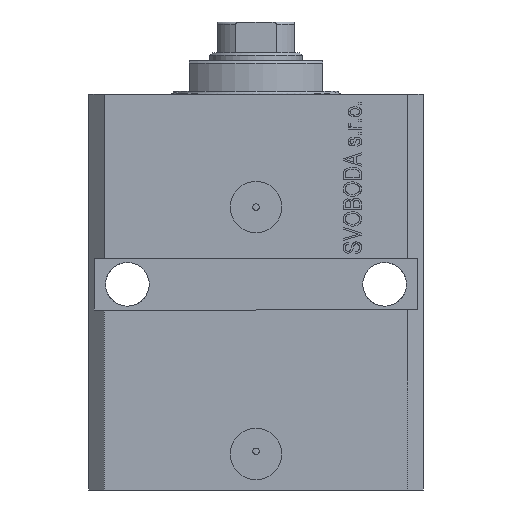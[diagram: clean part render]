
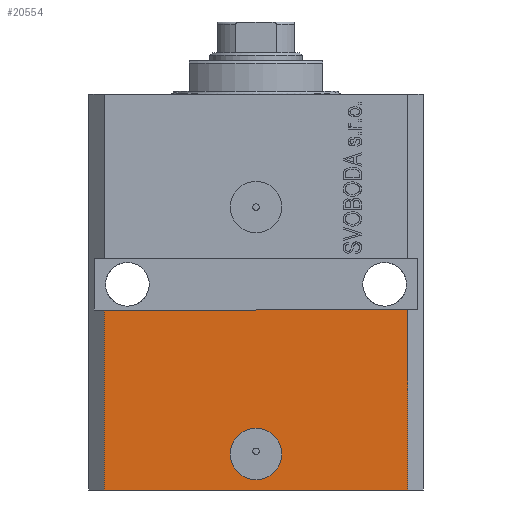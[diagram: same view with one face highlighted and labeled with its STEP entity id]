
A CAD part, front view. The second image highlights one B-rep face of the part: STEP entity #20554.
In plain terms, the highlighted planar face has unit normal (0, -1, 0).
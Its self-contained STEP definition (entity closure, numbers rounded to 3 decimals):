
#51 = DIRECTION ( 'NONE',  ( 0., 0., 1. ) ) ;
#177 = DIRECTION ( 'NONE',  ( 0., -1., 0. ) ) ;
#527 = VERTEX_POINT ( 'NONE', #41226 ) ;
#1232 = CIRCLE ( 'NONE', #26376, 5. ) ;
#1348 = VERTEX_POINT ( 'NONE', #15763 ) ;
#1804 = ORIENTED_EDGE ( 'NONE', *, *, #27118, .T. ) ;
#2069 = EDGE_CURVE ( 'NONE', #527, #1348, #1232, .T. ) ;
#2210 = VECTOR ( 'NONE', #51, 1000. ) ;
#2504 = DIRECTION ( 'NONE',  ( 1., 0., 0. ) ) ;
#3541 = FACE_BOUND ( 'NONE', #43252, .T. ) ;
#4350 = CARTESIAN_POINT ( 'NONE',  ( -29.5, -22.5, -77. ) ) ;
#4434 = VECTOR ( 'NONE', #39016, 1000. ) ;
#4471 = VECTOR ( 'NONE', #2504, 1000. ) ;
#4693 = EDGE_CURVE ( 'NONE', #1348, #527, #19194, .T. ) ;
#5333 = ORIENTED_EDGE ( 'NONE', *, *, #30384, .T. ) ;
#5389 = ORIENTED_EDGE ( 'NONE', *, *, #4693, .F. ) ;
#5836 = CARTESIAN_POINT ( 'NONE',  ( -29.5, -22.5, -42. ) ) ;
#7224 = LINE ( 'NONE', #28128, #2210 ) ;
#8180 = DIRECTION ( 'NONE',  ( 0., -1., 0. ) ) ;
#8542 = VERTEX_POINT ( 'NONE', #4350 ) ;
#9966 = EDGE_LOOP ( 'NONE', ( #29681, #18739, #1804, #5333 ) ) ;
#10131 = LINE ( 'NONE', #23611, #11459 ) ;
#11459 = VECTOR ( 'NONE', #20471, 1000. ) ;
#12302 = CARTESIAN_POINT ( 'NONE',  ( -29.5, -22.5, -77. ) ) ;
#12580 = CARTESIAN_POINT ( 'NONE',  ( 29.5, -22.5, -77. ) ) ;
#12770 = VERTEX_POINT ( 'NONE', #5836 ) ;
#14506 = VERTEX_POINT ( 'NONE', #26965 ) ;
#15763 = CARTESIAN_POINT ( 'NONE',  ( -5., -22.5, -70. ) ) ;
#17043 = AXIS2_PLACEMENT_3D ( 'NONE', #38951, #8180, #35576 ) ;
#17263 = PLANE ( 'NONE',  #30954 ) ;
#17432 = CARTESIAN_POINT ( 'NONE',  ( 0., -22.5, -70. ) ) ;
#18739 = ORIENTED_EDGE ( 'NONE', *, *, #22470, .F. ) ;
#19194 = CIRCLE ( 'NONE', #17043, 5. ) ;
#20471 = DIRECTION ( 'NONE',  ( 1., 0., 0. ) ) ;
#20554 = ADVANCED_FACE ( 'NONE', ( #3541, #40828 ), #17263, .T. ) ;
#22470 = EDGE_CURVE ( 'NONE', #8542, #12770, #25336, .T. ) ;
#23543 = EDGE_CURVE ( 'NONE', #12770, #14506, #43390, .T. ) ;
#23611 = CARTESIAN_POINT ( 'NONE',  ( -29.5, -22.5, -77. ) ) ;
#23903 = VERTEX_POINT ( 'NONE', #12580 ) ;
#25336 = LINE ( 'NONE', #12302, #4434 ) ;
#26376 = AXIS2_PLACEMENT_3D ( 'NONE', #17432, #44366, #27309 ) ;
#26965 = CARTESIAN_POINT ( 'NONE',  ( 29.5, -22.5, -42. ) ) ;
#27118 = EDGE_CURVE ( 'NONE', #8542, #23903, #10131, .T. ) ;
#27309 = DIRECTION ( 'NONE',  ( 1., 0., 0. ) ) ;
#28128 = CARTESIAN_POINT ( 'NONE',  ( 29.5, -22.5, -77. ) ) ;
#28510 = ORIENTED_EDGE ( 'NONE', *, *, #2069, .F. ) ;
#29681 = ORIENTED_EDGE ( 'NONE', *, *, #23543, .F. ) ;
#30384 = EDGE_CURVE ( 'NONE', #23903, #14506, #7224, .T. ) ;
#30954 = AXIS2_PLACEMENT_3D ( 'NONE', #31388, #177, #41272 ) ;
#31388 = CARTESIAN_POINT ( 'NONE',  ( -29.5, -22.5, -77. ) ) ;
#35576 = DIRECTION ( 'NONE',  ( 1., 0., 0. ) ) ;
#38951 = CARTESIAN_POINT ( 'NONE',  ( 0., -22.5, -70. ) ) ;
#39016 = DIRECTION ( 'NONE',  ( 0., 0., 1. ) ) ;
#40010 = CARTESIAN_POINT ( 'NONE',  ( -32.5, -22.5, -42. ) ) ;
#40828 = FACE_OUTER_BOUND ( 'NONE', #9966, .T. ) ;
#41226 = CARTESIAN_POINT ( 'NONE',  ( 5., -22.5, -70. ) ) ;
#41272 = DIRECTION ( 'NONE',  ( 1., 0., 0. ) ) ;
#43252 = EDGE_LOOP ( 'NONE', ( #28510, #5389 ) ) ;
#43390 = LINE ( 'NONE', #40010, #4471 ) ;
#44366 = DIRECTION ( 'NONE',  ( 0., -1., 0. ) ) ;
